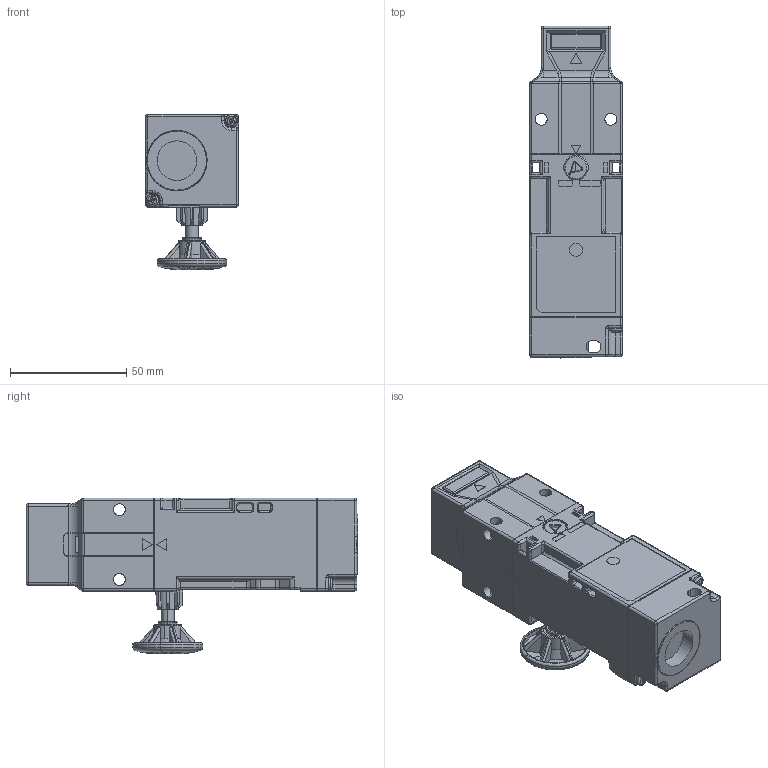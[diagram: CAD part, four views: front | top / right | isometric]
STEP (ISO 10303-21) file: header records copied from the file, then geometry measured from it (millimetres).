
FILE_DESCRIPTION (( 'STEP AP214' ), '1' );
FILE_NAME ('HS1T-xx44ZLM.STEP', '2019-03-26T07:49:14', ( '' ), ( '' ), 'SwSTEP 2.0', 'SolidWorks 2017', '' );
FILE_SCHEMA (( 'AUTOMOTIVE_DESIGN' ));
Length unit declared in the file: millimetre
Products named in the file (7): HS1T-CV_蹬怮椔; HS5E-R-BUTTON_蹬怮椔; HS1E-PLUG_蹬怮椔; HS1T-UNLOCK-SCRW_蹬怮椔; HS1T-HEAD-CV_蹬怮椔; HS1T-CASE-L_蹬怮椔; HS1T-xx44ZLM
Assembly tree (6 placements, depth 2):
  HS1T-xx44ZLM
    HS1T-CASE-L_蹬怮椔
    HS1T-HEAD-CV_蹬怮椔
    HS1T-UNLOCK-SCRW_蹬怮椔
    HS1E-PLUG_蹬怮椔
    HS5E-R-BUTTON_蹬怮椔
    HS1T-CV_蹬怮椔
Bounding box: 40 x 142.7 x 67 mm (x, y, z)
Volume: 202867.8 mm3; surface area: 41455.9 mm2
Topology: 6 solids, 6 shells, 1270 faces, 3240 edges, 1995 vertices
Faces by surface type: plane 532, cylinder 344, bspline 305, cone 87, torus 2
Entity records: 53859 total; most frequent: CARTESIAN_POINT 25765, ORIENTED_EDGE 6396, DIRECTION 4904, EDGE_CURVE 3198, VERTEX_POINT 1995, AXIS2_PLACEMENT_3D 1708, LINE 1488, VECTOR 1488
